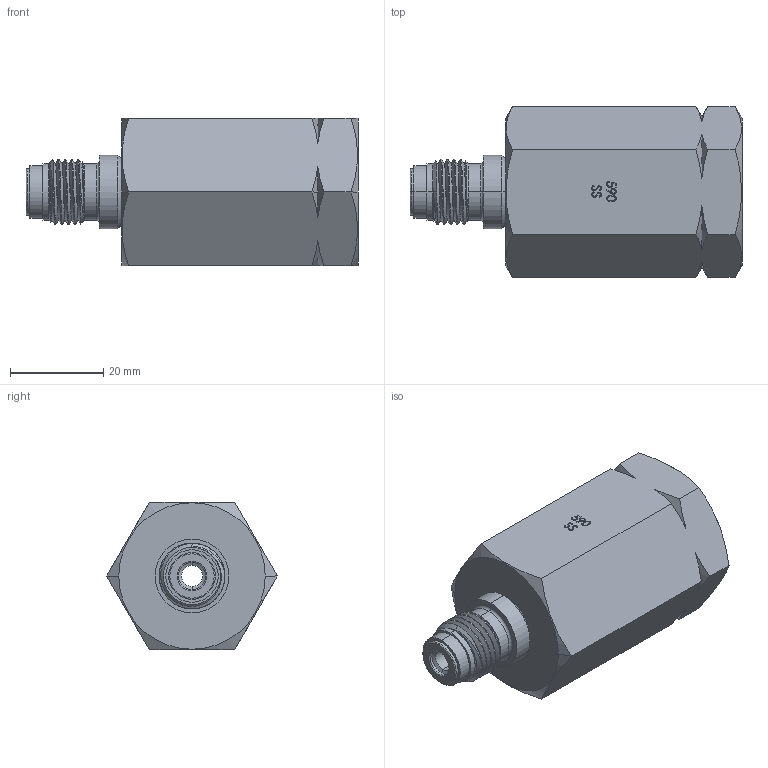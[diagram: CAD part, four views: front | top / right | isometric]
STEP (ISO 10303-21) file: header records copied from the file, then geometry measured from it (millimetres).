
FILE_DESCRIPTION (( 'STEP AP203' ), '1' );
FILE_NAME ('AD-590FSS-4MFS-SP.STEP', '2025-09-18T13:43:51', ( '' ), ( '' ), 'SwSTEP 2.0', 'SolidWorks 2018', '' );
FILE_SCHEMA (( 'CONFIG_CONTROL_DESIGN' ));
Length unit declared in the file: inch
Products named in the file (3): AD-590FSS-4MFS-SP; PRT-001436; PRT-001202
Assembly tree (2 placements, depth 2):
  AD-590FSS-4MFS-SP
    PRT-001202
    PRT-001436
Bounding box: 71.35 x 36.66 x 31.75 mm (x, y, z)
Volume: 36672.6 mm3; surface area: 12725.3 mm2
Topology: 2 solids, 2 shells, 137 faces, 401 edges, 279 vertices
Faces by surface type: cone 53, cylinder 48, plane 21, bspline 9, torus 6
Entity records: 14977 total; most frequent: CARTESIAN_POINT 11376, ORIENTED_EDGE 802, DIRECTION 536, EDGE_CURVE 401, VERTEX_POINT 279, AXIS2_PLACEMENT_3D 212, B_SPLINE_CURVE_WITH_KNOTS 190, EDGE_LOOP 152
